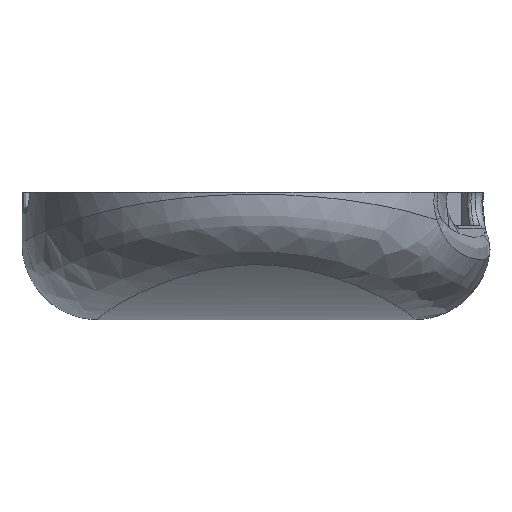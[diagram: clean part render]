
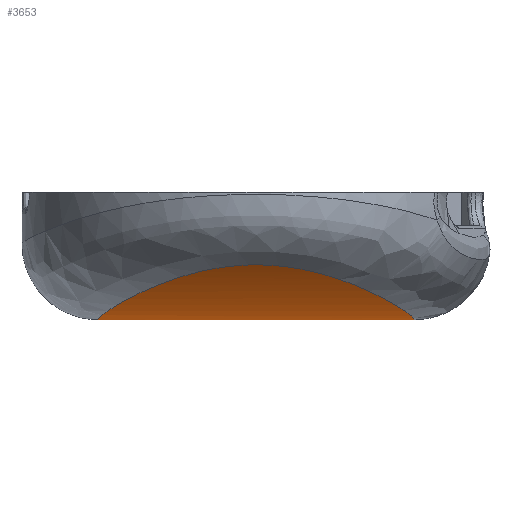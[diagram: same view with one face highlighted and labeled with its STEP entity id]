
A CAD part, front view. The second image highlights one B-rep face of the part: STEP entity #3653.
In plain terms, the highlighted cylindrical face has radius 109.644 mm (diameter 219.288 mm), a partial arc.
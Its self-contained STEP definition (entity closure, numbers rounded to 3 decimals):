
#143=LINE('',#7236,#251);
#251=VECTOR('',#4361,9.1);
#371=CYLINDRICAL_SURFACE('',#3941,109.644);
#500=FACE_OUTER_BOUND('',#737,.T.);
#737=EDGE_LOOP('',(#2743,#2744));
#1030=B_SPLINE_CURVE_WITH_KNOTS('',3,(#7221,#7222,#7223,#7224,#7225,#7226,
#7227,#7228,#7229,#7230,#7231,#7232,#7233,#7234,#7235),.UNSPECIFIED.,.F.,
 .F.,(4,1,1,1,1,1,1,1,1,1,1,1,4),(3.505,4.916,5.621,
6.327,7.032,7.737,8.208,8.678,
9.148,9.618,10.559,11.969,13.38),
 .UNSPECIFIED.);
#1532=VERTEX_POINT('',#7219);
#1533=VERTEX_POINT('',#7220);
#1977=EDGE_CURVE('',#1532,#1533,#1030,.T.);
#1978=EDGE_CURVE('',#1533,#1532,#143,.T.);
#2743=ORIENTED_EDGE('',*,*,#1977,.F.);
#2744=ORIENTED_EDGE('',*,*,#1978,.F.);
#3653=ADVANCED_FACE('',(#500),#371,.T.);
#3941=AXIS2_PLACEMENT_3D('',#7218,#4359,#4360);
#4359=DIRECTION('center_axis',(1.,0.,0.));
#4360=DIRECTION('ref_axis',(0.,0.437,0.9));
#4361=DIRECTION('',(-1.,0.,0.));
#7218=CARTESIAN_POINT('Origin',(0.,4.186,109.564));
#7219=CARTESIAN_POINT('',(-22.748,0.,0.));
#7220=CARTESIAN_POINT('',(22.748,0.,0.));
#7221=CARTESIAN_POINT('Ctrl Pts',(-22.748,0.,
0.));
#7222=CARTESIAN_POINT('Ctrl Pts',(-22.787,-4.749,0.181));
#7223=CARTESIAN_POINT('Ctrl Pts',(-21.951,-11.863,0.931));
#7224=CARTESIAN_POINT('Ctrl Pts',(-19.024,-20.651,2.705));
#7225=CARTESIAN_POINT('Ctrl Pts',(-15.875,-26.689,4.301));
#7226=CARTESIAN_POINT('Ctrl Pts',(-11.703,-31.893,5.987));
#7227=CARTESIAN_POINT('Ctrl Pts',(-6.981,-35.345,7.284));
#7228=CARTESIAN_POINT('Ctrl Pts',(-2.165,-36.902,7.909));
#7229=CARTESIAN_POINT('Ctrl Pts',(2.166,-36.901,7.909));
#7230=CARTESIAN_POINT('Ctrl Pts',(6.29,-35.571,7.376));
#7231=CARTESIAN_POINT('Ctrl Pts',(11.179,-32.439,6.188));
#7232=CARTESIAN_POINT('Ctrl Pts',(16.973,-25.655,3.901));
#7233=CARTESIAN_POINT('Ctrl Pts',(21.667,-14.229,1.175));
#7234=CARTESIAN_POINT('Ctrl Pts',(22.787,-4.749,0.181));
#7235=CARTESIAN_POINT('Ctrl Pts',(22.748,0.,
0.));
#7236=CARTESIAN_POINT('',(0.,0.,0.));
